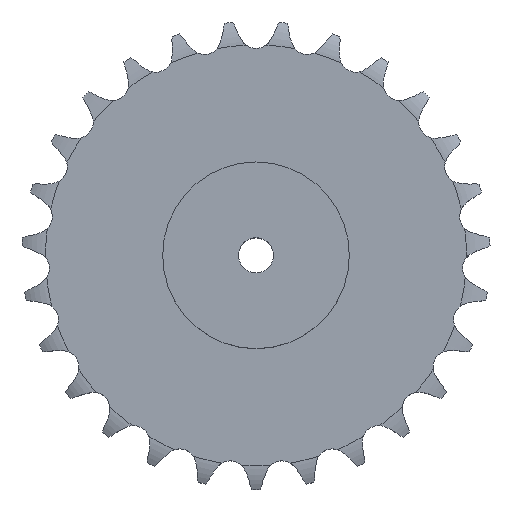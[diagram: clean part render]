
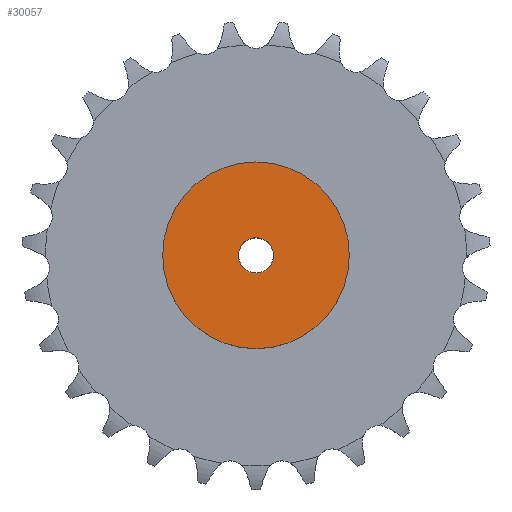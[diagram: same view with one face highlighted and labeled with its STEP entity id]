
A CAD part, top view. The second image highlights one B-rep face of the part: STEP entity #30057.
In plain terms, the highlighted planar face has unit normal (0, 0, 1).
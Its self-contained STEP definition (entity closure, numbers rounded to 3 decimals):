
#3639 = CYLINDRICAL_SURFACE('',#3640,80.);
#3640 = AXIS2_PLACEMENT_3D('',#3641,#3642,#3643);
#3641 = CARTESIAN_POINT('',(0.,0.,0.));
#3642 = DIRECTION('',(-0.,-0.,-1.));
#3643 = DIRECTION('',(1.,0.,0.));
#19132 = VERTEX_POINT('',#19133);
#19133 = CARTESIAN_POINT('',(80.,0.,75.));
#19154 = EDGE_CURVE('',#19132,#19132,#19155,.T.);
#19155 = SURFACE_CURVE('',#19156,(#19161,#19168),.PCURVE_S1.);
#19156 = CIRCLE('',#19157,80.);
#19157 = AXIS2_PLACEMENT_3D('',#19158,#19159,#19160);
#19158 = CARTESIAN_POINT('',(0.,0.,75.));
#19159 = DIRECTION('',(0.,0.,1.));
#19160 = DIRECTION('',(1.,0.,0.));
#19161 = PCURVE('',#3639,#19162);
#19162 = DEFINITIONAL_REPRESENTATION('',(#19163),#19167);
#19163 = LINE('',#19164,#19165);
#19164 = CARTESIAN_POINT('',(-0.,-75.));
#19165 = VECTOR('',#19166,1.);
#19166 = DIRECTION('',(-1.,0.));
#19167 = ( GEOMETRIC_REPRESENTATION_CONTEXT(2) 
PARAMETRIC_REPRESENTATION_CONTEXT() REPRESENTATION_CONTEXT('2D SPACE',''
  ) );
#19168 = PCURVE('',#19169,#19174);
#19169 = PLANE('',#19170);
#19170 = AXIS2_PLACEMENT_3D('',#19171,#19172,#19173);
#19171 = CARTESIAN_POINT('',(0.,0.,75.)
  );
#19172 = DIRECTION('',(0.,0.,1.));
#19173 = DIRECTION('',(1.,0.,0.));
#19174 = DEFINITIONAL_REPRESENTATION('',(#19175),#19179);
#19175 = CIRCLE('',#19176,80.);
#19176 = AXIS2_PLACEMENT_2D('',#19177,#19178);
#19177 = CARTESIAN_POINT('',(0.,0.));
#19178 = DIRECTION('',(1.,0.));
#19179 = ( GEOMETRIC_REPRESENTATION_CONTEXT(2) 
PARAMETRIC_REPRESENTATION_CONTEXT() REPRESENTATION_CONTEXT('2D SPACE',''
  ) );
#25652 = CYLINDRICAL_SURFACE('',#25653,15.);
#25653 = AXIS2_PLACEMENT_3D('',#25654,#25655,#25656);
#25654 = CARTESIAN_POINT('',(0.,0.,610.363));
#25655 = DIRECTION('',(0.,0.,1.));
#25656 = DIRECTION('',(1.,0.,0.));
#30057 = ADVANCED_FACE('',(#30058,#30061),#19169,.T.);
#30058 = FACE_BOUND('',#30059,.T.);
#30059 = EDGE_LOOP('',(#30060));
#30060 = ORIENTED_EDGE('',*,*,#19154,.T.);
#30061 = FACE_BOUND('',#30062,.T.);
#30062 = EDGE_LOOP('',(#30063));
#30063 = ORIENTED_EDGE('',*,*,#30064,.F.);
#30064 = EDGE_CURVE('',#30065,#30065,#30067,.T.);
#30065 = VERTEX_POINT('',#30066);
#30066 = CARTESIAN_POINT('',(15.,0.,75.));
#30067 = SURFACE_CURVE('',#30068,(#30073,#30080),.PCURVE_S1.);
#30068 = CIRCLE('',#30069,15.);
#30069 = AXIS2_PLACEMENT_3D('',#30070,#30071,#30072);
#30070 = CARTESIAN_POINT('',(0.,0.,75.));
#30071 = DIRECTION('',(0.,0.,1.));
#30072 = DIRECTION('',(1.,0.,0.));
#30073 = PCURVE('',#19169,#30074);
#30074 = DEFINITIONAL_REPRESENTATION('',(#30075),#30079);
#30075 = CIRCLE('',#30076,15.);
#30076 = AXIS2_PLACEMENT_2D('',#30077,#30078);
#30077 = CARTESIAN_POINT('',(0.,0.));
#30078 = DIRECTION('',(1.,0.));
#30079 = ( GEOMETRIC_REPRESENTATION_CONTEXT(2) 
PARAMETRIC_REPRESENTATION_CONTEXT() REPRESENTATION_CONTEXT('2D SPACE',''
  ) );
#30080 = PCURVE('',#25652,#30081);
#30081 = DEFINITIONAL_REPRESENTATION('',(#30082),#30086);
#30082 = LINE('',#30083,#30084);
#30083 = CARTESIAN_POINT('',(0.,-535.363));
#30084 = VECTOR('',#30085,1.);
#30085 = DIRECTION('',(1.,0.));
#30086 = ( GEOMETRIC_REPRESENTATION_CONTEXT(2) 
PARAMETRIC_REPRESENTATION_CONTEXT() REPRESENTATION_CONTEXT('2D SPACE',''
  ) );
